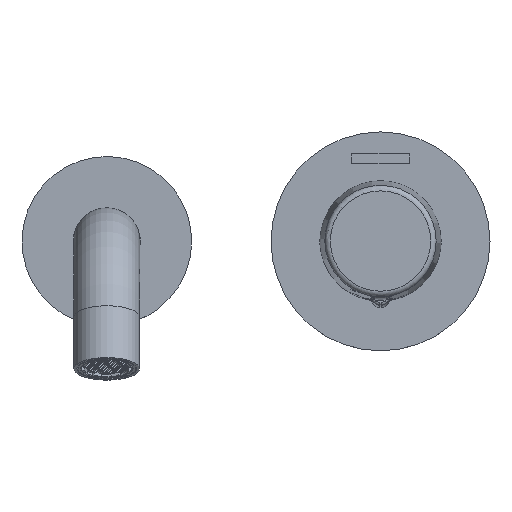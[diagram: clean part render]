
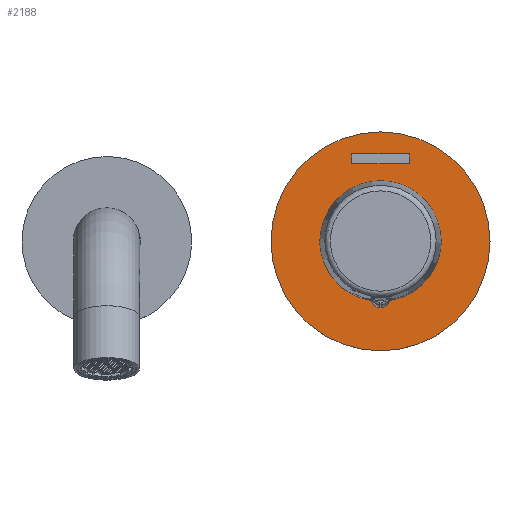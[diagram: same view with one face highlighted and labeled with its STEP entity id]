
A CAD part, top view. The second image highlights one B-rep face of the part: STEP entity #2188.
In plain terms, the highlighted planar face has unit normal (0, 0, 1).
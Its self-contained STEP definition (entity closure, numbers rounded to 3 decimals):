
#364 = LINE ( 'NONE', #17207, #17658 ) ;
#2188 = ADVANCED_FACE ( 'NONE', ( #17608, #4302, #31838 ), #31375, .F. ) ;
#2187 = AXIS2_PLACEMENT_3D ( 'NONE', #6854, #32196, #14933 ) ;
#2497 = EDGE_LOOP ( 'NONE', ( #32150, #15241, #6616, #7612 ) ) ;
#3088 = CARTESIAN_POINT ( 'NONE',  ( 21.25, 0., 52. ) ) ;
#4302 = FACE_BOUND ( 'NONE', #19692, .T. ) ;
#4906 = EDGE_CURVE ( 'NONE', #12934, #8224, #11383, .T. ) ;
#4956 = EDGE_CURVE ( 'NONE', #16197, #16197, #29531, .T. ) ;
#5127 = DIRECTION ( 'NONE',  ( 0., -1., 0. ) ) ;
#5620 = CARTESIAN_POINT ( 'NONE',  ( 0., 0., 52. ) ) ;
#6616 = ORIENTED_EDGE ( 'NONE', *, *, #14915, .T. ) ;
#6854 = CARTESIAN_POINT ( 'NONE',  ( 0., 0., 52. ) ) ;
#7597 = CARTESIAN_POINT ( 'NONE',  ( -10.5, 0., 52. ) ) ;
#7612 = ORIENTED_EDGE ( 'NONE', *, *, #4906, .T. ) ;
#7717 = DIRECTION ( 'NONE',  ( 0., 1., 0. ) ) ;
#8224 = VERTEX_POINT ( 'NONE', #10877 ) ;
#8931 = CIRCLE ( 'NONE', #2187, 40. ) ;
#9141 = CARTESIAN_POINT ( 'NONE',  ( -10.5, 32., 52. ) ) ;
#9225 = DIRECTION ( 'NONE',  ( 1., 0., 0. ) ) ;
#9500 = CARTESIAN_POINT ( 'NONE',  ( -40., 0., 52. ) ) ;
#9858 = CARTESIAN_POINT ( 'NONE',  ( 10.5, 32., 52. ) ) ;
#10877 = CARTESIAN_POINT ( 'NONE',  ( 10.5, 28.4, 52. ) ) ;
#11383 = LINE ( 'NONE', #27235, #23848 ) ;
#11483 = DIRECTION ( 'NONE',  ( 0., 0., -1. ) ) ;
#11908 = VECTOR ( 'NONE', #34360, 1000. ) ;
#12934 = VERTEX_POINT ( 'NONE', #9858 ) ;
#13744 = EDGE_CURVE ( 'NONE', #34920, #34920, #8931, .T. ) ;
#14915 = EDGE_CURVE ( 'NONE', #28374, #12934, #364, .T. ) ;
#14933 = DIRECTION ( 'NONE',  ( -1., 0., 0. ) ) ;
#15241 = ORIENTED_EDGE ( 'NONE', *, *, #31275, .T. ) ;
#16197 = VERTEX_POINT ( 'NONE', #3088 ) ;
#16558 = DIRECTION ( 'NONE',  ( 1., 0., 0. ) ) ;
#17207 = CARTESIAN_POINT ( 'NONE',  ( 0., 32., 52. ) ) ;
#17270 = LINE ( 'NONE', #31087, #11908 ) ;
#17608 = FACE_BOUND ( 'NONE', #2497, .T. ) ;
#17658 = VECTOR ( 'NONE', #9225, 1000. ) ;
#19692 = EDGE_LOOP ( 'NONE', ( #20642 ) ) ;
#20223 = EDGE_LOOP ( 'NONE', ( #33005 ) ) ;
#20642 = ORIENTED_EDGE ( 'NONE', *, *, #4956, .F. ) ;
#20824 = LINE ( 'NONE', #7597, #26577 ) ;
#21569 = VERTEX_POINT ( 'NONE', #27294 ) ;
#23848 = VECTOR ( 'NONE', #5127, 1000. ) ;
#24854 = EDGE_CURVE ( 'NONE', #8224, #21569, #17270, .T. ) ;
#26577 = VECTOR ( 'NONE', #7717, 1000. ) ;
#26679 = AXIS2_PLACEMENT_3D ( 'NONE', #5620, #28108, #16558 ) ;
#27235 = CARTESIAN_POINT ( 'NONE',  ( 10.5, 0., 52. ) ) ;
#27294 = CARTESIAN_POINT ( 'NONE',  ( -10.5, 28.4, 52. ) ) ;
#28108 = DIRECTION ( 'NONE',  ( 0., 0., 1. ) ) ;
#28374 = VERTEX_POINT ( 'NONE', #9141 ) ;
#29531 = CIRCLE ( 'NONE', #26679, 21.25 ) ;
#30677 = AXIS2_PLACEMENT_3D ( 'NONE', #34152, #11483, #31506 ) ;
#31087 = CARTESIAN_POINT ( 'NONE',  ( 0., 28.4, 52. ) ) ;
#31275 = EDGE_CURVE ( 'NONE', #21569, #28374, #20824, .T. ) ;
#31375 = PLANE ( 'NONE',  #30677 ) ;
#31506 = DIRECTION ( 'NONE',  ( -1., 0., 0. ) ) ;
#31838 = FACE_OUTER_BOUND ( 'NONE', #20223, .T. ) ;
#32150 = ORIENTED_EDGE ( 'NONE', *, *, #24854, .T. ) ;
#32196 = DIRECTION ( 'NONE',  ( 0., 0., -1. ) ) ;
#33005 = ORIENTED_EDGE ( 'NONE', *, *, #13744, .F. ) ;
#34152 = CARTESIAN_POINT ( 'NONE',  ( 0., 0., 52. ) ) ;
#34360 = DIRECTION ( 'NONE',  ( -1., 0., 0. ) ) ;
#34920 = VERTEX_POINT ( 'NONE', #9500 ) ;
